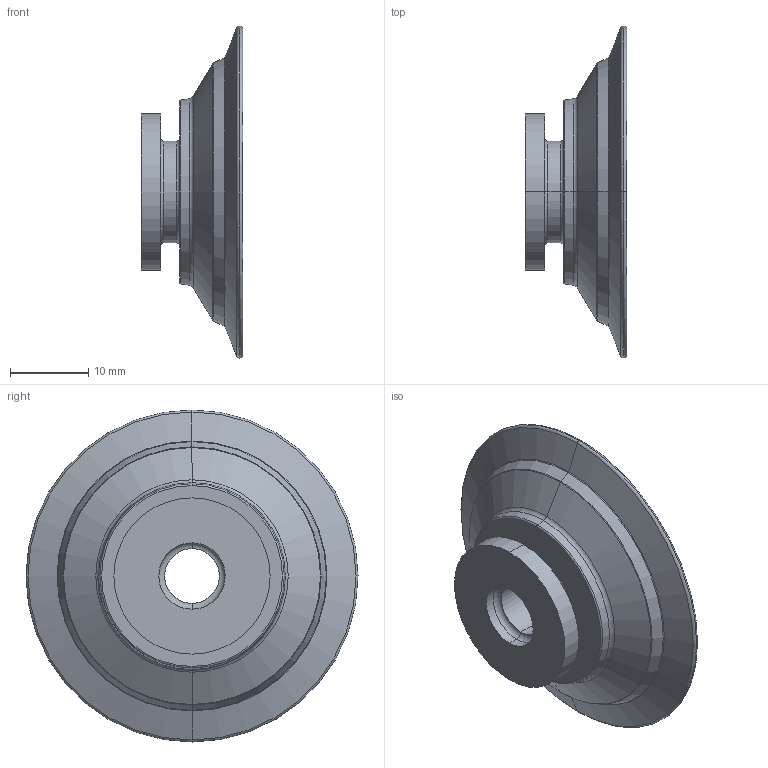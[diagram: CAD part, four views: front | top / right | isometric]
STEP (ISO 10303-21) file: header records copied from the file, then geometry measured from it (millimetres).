
FILE_DESCRIPTION(('STEP AP214'),'1');
FILE_NAME('COVAL_VPF40NBR.stp','2017-12-27T14:31:03',('TraceParts'),('TraceParts S.A.'),'Spatial InterOp 3D',' ',' ');
FILE_SCHEMA(('automotive_design'));
Length unit declared in the file: millimetre
Products named in the file (1): COVAL_VPF40NBR
Bounding box: 13 x 42.5 x 42.5 mm (x, y, z)
Volume: 4342.5 mm3; surface area: 4300.8 mm2
Topology: 1 solids, 1 shells, 87 faces, 198 edges, 122 vertices
Faces by surface type: cylinder 30, plane 29, torus 18, cone 10
Entity records: 3421 total; most frequent: CARTESIAN_POINT 728, DIRECTION 434, ORIENTED_EDGE 396, EDGE_CURVE 198, AXIS2_PLACEMENT_3D 184, VERTEX_POINT 122, EDGE_LOOP 98, CIRCLE 96
